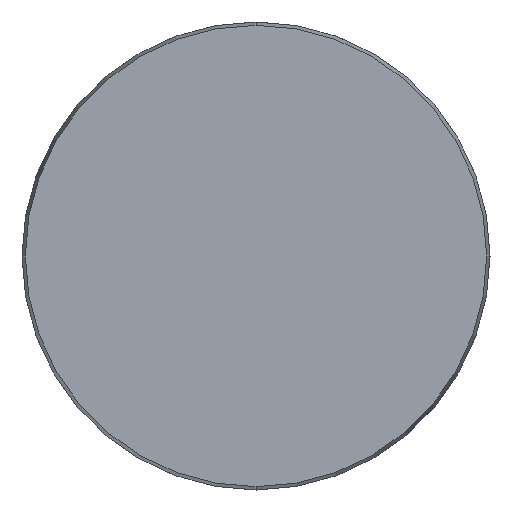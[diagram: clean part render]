
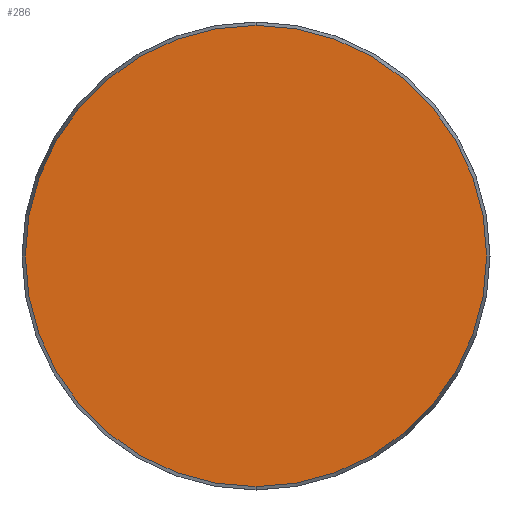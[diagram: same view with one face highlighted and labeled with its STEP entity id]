
A CAD part, front view. The second image highlights one B-rep face of the part: STEP entity #286.
In plain terms, the highlighted planar face has unit normal (0, -1, 0).
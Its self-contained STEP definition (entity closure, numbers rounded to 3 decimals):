
#192 = AXIS2_PLACEMENT_3D ( 'NONE', #651, #322, #408 ) ;
#201 = CARTESIAN_POINT ( 'NONE',  ( 0., 0., 0. ) ) ;
#228 = AXIS2_PLACEMENT_3D ( 'NONE', #927, #534, #357 ) ;
#271 = DIRECTION ( 'NONE',  ( 0., 0., -1. ) ) ;
#286 = ADVANCED_FACE ( 'NONE', ( #685 ), #539, .F. ) ;
#322 = DIRECTION ( 'NONE',  ( 0., -1., 0. ) ) ;
#356 = DIRECTION ( 'NONE',  ( 0., -1., 0. ) ) ;
#357 = DIRECTION ( 'NONE',  ( 0., 0., 1. ) ) ;
#388 = ORIENTED_EDGE ( 'NONE', *, *, #486, .T. ) ;
#408 = DIRECTION ( 'NONE',  ( 0., 0., -1. ) ) ;
#443 = CIRCLE ( 'NONE', #192, 59.143 ) ;
#486 = EDGE_CURVE ( 'NONE', #560, #788, #443, .T. ) ;
#493 = CARTESIAN_POINT ( 'NONE',  ( 0., 0., -59.143 ) ) ;
#534 = DIRECTION ( 'NONE',  ( 0., 1., 0. ) ) ;
#539 = PLANE ( 'NONE',  #228 ) ;
#560 = VERTEX_POINT ( 'NONE', #493 ) ;
#651 = CARTESIAN_POINT ( 'NONE',  ( 0., 0., 0. ) ) ;
#685 = FACE_OUTER_BOUND ( 'NONE', #1018, .T. ) ;
#688 = EDGE_CURVE ( 'NONE', #788, #560, #928, .T. ) ;
#788 = VERTEX_POINT ( 'NONE', #857 ) ;
#855 = ORIENTED_EDGE ( 'NONE', *, *, #688, .T. ) ;
#857 = CARTESIAN_POINT ( 'NONE',  ( 0., 0., 59.143 ) ) ;
#914 = AXIS2_PLACEMENT_3D ( 'NONE', #201, #356, #271 ) ;
#927 = CARTESIAN_POINT ( 'NONE',  ( -59.143, 0., 0. ) ) ;
#928 = CIRCLE ( 'NONE', #914, 59.143 ) ;
#1018 = EDGE_LOOP ( 'NONE', ( #855, #388 ) ) ;
